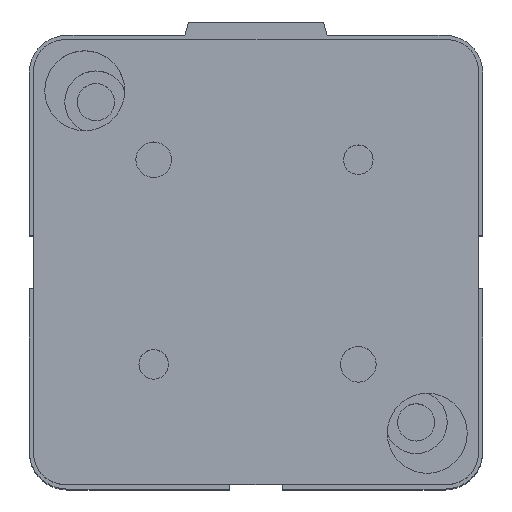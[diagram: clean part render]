
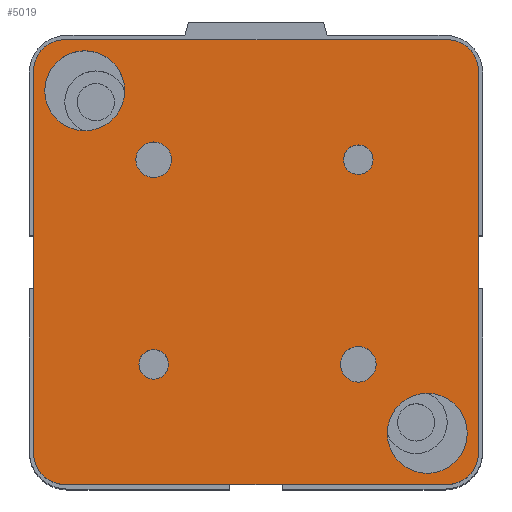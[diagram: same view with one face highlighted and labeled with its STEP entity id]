
A CAD part, top view. The second image highlights one B-rep face of the part: STEP entity #5019.
In plain terms, the highlighted face is planar.
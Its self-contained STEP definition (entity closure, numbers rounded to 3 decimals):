
#4397=CARTESIAN_POINT('',(-19.676,-14.,-23.));
#4398=VERTEX_POINT('',#4397);
#4399=CARTESIAN_POINT('',(-23.,-14.,-23.));
#4400=DIRECTION('',(0.0,1.0,0.0));
#4401=DIRECTION('',(1.0,0.0,0.0));
#4402=AXIS2_PLACEMENT_3D('',#4399,#4400,#4401);
#4403=CIRCLE('',#4402,3.324);
#4404=EDGE_CURVE('',#4398,#4398,#4403,.T.);
#4446=CARTESIAN_POINT('',(26.323,-14.,23.));
#4447=VERTEX_POINT('',#4446);
#4448=CARTESIAN_POINT('',(23.0,-14.,23.));
#4449=DIRECTION('',(0.0,1.0,0.0));
#4450=DIRECTION('',(1.0,0.0,0.0));
#4451=AXIS2_PLACEMENT_3D('',#4448,#4449,#4450);
#4452=CIRCLE('',#4451,3.324);
#4453=EDGE_CURVE('',#4447,#4447,#4452,.T.);
#4495=CARTESIAN_POINT('',(27.,-14.,-23.));
#4496=VERTEX_POINT('',#4495);
#4497=CARTESIAN_POINT('',(23.,-14.,-23.));
#4498=DIRECTION('',(0.0,1.0,0.0));
#4499=DIRECTION('',(1.0,0.0,0.0));
#4500=AXIS2_PLACEMENT_3D('',#4497,#4498,#4499);
#4501=CIRCLE('',#4500,4.0);
#4502=EDGE_CURVE('',#4496,#4496,#4501,.T.);
#4544=CARTESIAN_POINT('',(-19.,-14.,23.0));
#4545=VERTEX_POINT('',#4544);
#4546=CARTESIAN_POINT('',(-23.,-14.,23.0));
#4547=DIRECTION('',(0.0,1.0,0.0));
#4548=DIRECTION('',(1.0,0.0,0.0));
#4549=AXIS2_PLACEMENT_3D('',#4546,#4547,#4548);
#4550=CIRCLE('',#4549,4.0);
#4551=EDGE_CURVE('',#4545,#4545,#4550,.T.);
#4593=CARTESIAN_POINT('',(47.5,-14.,-38.5));
#4594=VERTEX_POINT('',#4593);
#4595=CARTESIAN_POINT('',(38.5,-14.,-38.5));
#4596=DIRECTION('',(0.0,1.0,0.0));
#4597=DIRECTION('',(1.0,0.0,0.0));
#4598=AXIS2_PLACEMENT_3D('',#4595,#4596,#4597);
#4599=CIRCLE('',#4598,9.0);
#4600=EDGE_CURVE('',#4594,#4594,#4599,.T.);
#4642=CARTESIAN_POINT('',(-29.5,-14.,38.5));
#4643=VERTEX_POINT('',#4642);
#4644=CARTESIAN_POINT('',(-38.5,-14.,38.5));
#4645=DIRECTION('',(0.0,1.0,0.0));
#4646=DIRECTION('',(1.0,0.0,0.0));
#4647=AXIS2_PLACEMENT_3D('',#4644,#4645,#4646);
#4648=CIRCLE('',#4647,9.0);
#4649=EDGE_CURVE('',#4643,#4643,#4648,.T.);
#4795=CARTESIAN_POINT('',(-43.,-14.,50.));
#4796=VERTEX_POINT('',#4795);
#4797=CARTESIAN_POINT('',(43.,-14.,50.0));
#4798=VERTEX_POINT('',#4797);
#4799=CARTESIAN_POINT('',(-43.,-14.,50.));
#4800=DIRECTION('',(1.0,0.0,0.0));
#4801=VECTOR('',#4800,86.);
#4802=LINE('',#4799,#4801);
#4803=EDGE_CURVE('',#4796,#4798,#4802,.T.);
#4826=CARTESIAN_POINT('',(50.,-14.,43.));
#4827=VERTEX_POINT('',#4826);
#4828=CARTESIAN_POINT('',(43.0,-14.,43.));
#4829=DIRECTION('',(0.0,1.0,0.0));
#4830=DIRECTION('',(-1.0,0.0,0.0));
#4831=AXIS2_PLACEMENT_3D('',#4828,#4829,#4830);
#4832=CIRCLE('',#4831,7.);
#4833=EDGE_CURVE('',#4798,#4827,#4832,.T.);
#4851=CARTESIAN_POINT('',(50.0,-14.,-43.));
#4852=VERTEX_POINT('',#4851);
#4853=CARTESIAN_POINT('',(50.,-14.,43.));
#4854=DIRECTION('',(0.0,0.0,-1.0));
#4855=VECTOR('',#4854,86.);
#4856=LINE('',#4853,#4855);
#4857=EDGE_CURVE('',#4827,#4852,#4856,.T.);
#4875=CARTESIAN_POINT('',(43.,-14.,-50.));
#4876=VERTEX_POINT('',#4875);
#4877=CARTESIAN_POINT('',(43.,-14.,-43.));
#4878=DIRECTION('',(0.0,1.0,0.0));
#4879=DIRECTION('',(0.0,0.0,1.0));
#4880=AXIS2_PLACEMENT_3D('',#4877,#4878,#4879);
#4881=CIRCLE('',#4880,7.);
#4882=EDGE_CURVE('',#4852,#4876,#4881,.T.);
#4900=CARTESIAN_POINT('',(-43.,-14.,-50.));
#4901=VERTEX_POINT('',#4900);
#4902=CARTESIAN_POINT('',(43.,-14.,-50.));
#4903=DIRECTION('',(-1.0,0.0,0.0));
#4904=VECTOR('',#4903,86.);
#4905=LINE('',#4902,#4904);
#4906=EDGE_CURVE('',#4876,#4901,#4905,.T.);
#4924=CARTESIAN_POINT('',(-50.0,-14.,-43.));
#4925=VERTEX_POINT('',#4924);
#4926=CARTESIAN_POINT('',(-43.,-14.,-43.0));
#4927=DIRECTION('',(0.0,1.0,0.0));
#4928=DIRECTION('',(1.0,0.0,0.0));
#4929=AXIS2_PLACEMENT_3D('',#4926,#4927,#4928);
#4930=CIRCLE('',#4929,7.);
#4931=EDGE_CURVE('',#4901,#4925,#4930,.T.);
#4949=CARTESIAN_POINT('',(-50.,-14.,43.));
#4950=VERTEX_POINT('',#4949);
#4951=CARTESIAN_POINT('',(-50.0,-14.,-43.));
#4952=DIRECTION('',(0.0,0.0,1.0));
#4953=VECTOR('',#4952,86.);
#4954=LINE('',#4951,#4953);
#4955=EDGE_CURVE('',#4925,#4950,#4954,.T.);
#4973=CARTESIAN_POINT('',(-43.,-14.,43.));
#4974=DIRECTION('',(0.0,1.0,0.0));
#4975=DIRECTION('',(0.0,0.0,-1.0));
#4976=AXIS2_PLACEMENT_3D('',#4973,#4974,#4975);
#4977=CIRCLE('',#4976,7.0);
#4978=EDGE_CURVE('',#4950,#4796,#4977,.T.);
#4986=CARTESIAN_POINT('',(0.,-14.,0.));
#4987=DIRECTION('',(0.0,1.0,0.0));
#4988=DIRECTION('',(0.0,0.0,1.0));
#4989=AXIS2_PLACEMENT_3D('',#4986,#4987,#4988);
#4990=PLANE('',#4989);
#4991=ORIENTED_EDGE('',*,*,#4803,.F.);
#4992=ORIENTED_EDGE('',*,*,#4978,.F.);
#4993=ORIENTED_EDGE('',*,*,#4955,.F.);
#4994=ORIENTED_EDGE('',*,*,#4931,.F.);
#4995=ORIENTED_EDGE('',*,*,#4906,.F.);
#4996=ORIENTED_EDGE('',*,*,#4882,.F.);
#4997=ORIENTED_EDGE('',*,*,#4857,.F.);
#4998=ORIENTED_EDGE('',*,*,#4833,.F.);
#4999=EDGE_LOOP('',(#4991,#4992,#4993,#4994,#4995,#4996,#4997,#4998));
#5000=FACE_OUTER_BOUND('',#4999,.T.);
#5001=ORIENTED_EDGE('',*,*,#4404,.T.);
#5002=EDGE_LOOP('',(#5001));
#5003=FACE_BOUND('',#5002,.T.);
#5004=ORIENTED_EDGE('',*,*,#4453,.T.);
#5005=EDGE_LOOP('',(#5004));
#5006=FACE_BOUND('',#5005,.T.);
#5007=ORIENTED_EDGE('',*,*,#4502,.T.);
#5008=EDGE_LOOP('',(#5007));
#5009=FACE_BOUND('',#5008,.T.);
#5010=ORIENTED_EDGE('',*,*,#4551,.T.);
#5011=EDGE_LOOP('',(#5010));
#5012=FACE_BOUND('',#5011,.T.);
#5013=ORIENTED_EDGE('',*,*,#4600,.T.);
#5014=EDGE_LOOP('',(#5013));
#5015=FACE_BOUND('',#5014,.T.);
#5016=ORIENTED_EDGE('',*,*,#4649,.T.);
#5017=EDGE_LOOP('',(#5016));
#5018=FACE_BOUND('',#5017,.T.);
#5019=ADVANCED_FACE('',(#5000,#5003,#5006,#5009,#5012,#5015,#5018),#4990,.F.);
